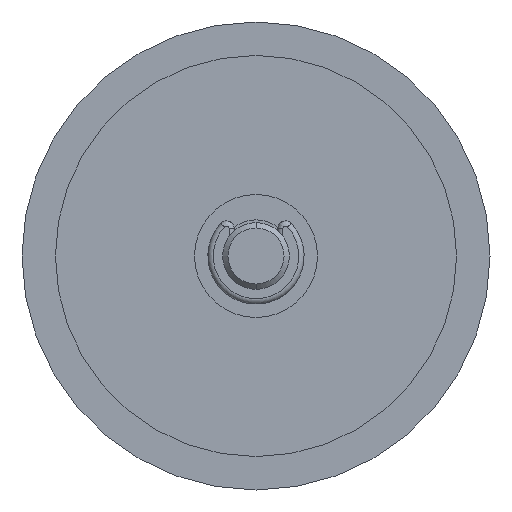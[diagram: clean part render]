
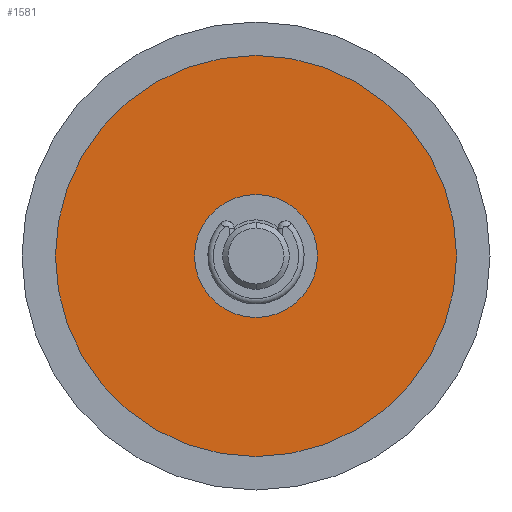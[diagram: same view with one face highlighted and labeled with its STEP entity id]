
A CAD part, front view. The second image highlights one B-rep face of the part: STEP entity #1581.
In plain terms, the highlighted planar face has unit normal (0, -1, 0).
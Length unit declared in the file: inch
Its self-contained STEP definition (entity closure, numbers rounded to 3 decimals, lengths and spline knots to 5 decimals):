
#202=CARTESIAN_POINT('',(0.,0.,0.));
#203=DIRECTION('',(0.,1.,0.));
#204=DIRECTION('',(1.,0.,0.));
#205=AXIS2_PLACEMENT_3D('',#202,#203,#204);
#207=CARTESIAN_POINT('',(0.,0.,0.));
#208=DIRECTION('',(0.,1.,0.));
#209=DIRECTION('',(-1.,0.,0.));
#210=AXIS2_PLACEMENT_3D('',#207,#208,#209);
#216=CARTESIAN_POINT('',(0.,0.,0.));
#217=DIRECTION('',(0.,-1.,0.));
#218=DIRECTION('',(1.,0.,0.));
#219=AXIS2_PLACEMENT_3D('',#216,#217,#218);
#225=CARTESIAN_POINT('',(0.,0.,0.));
#226=DIRECTION('',(0.,1.,0.));
#227=DIRECTION('',(1.,0.,0.));
#228=AXIS2_PLACEMENT_3D('',#225,#226,#227);
#1086=CARTESIAN_POINT('',(0.375,0.,0.));
#1088=VERTEX_POINT('',#1086);
#1098=CARTESIAN_POINT('',(-0.375,0.,0.));
#1100=VERTEX_POINT('',#1098);
#1154=CARTESIAN_POINT('',(0.10435,0.,0.));
#1155=CARTESIAN_POINT('',(-0.10435,0.,0.));
#1156=VERTEX_POINT('',#1154);
#1157=VERTEX_POINT('',#1155);
#1565=CARTESIAN_POINT('',(0.,0.,0.));
#1566=DIRECTION('',(0.,1.,0.));
#1567=DIRECTION('',(1.,0.,0.));
#1568=AXIS2_PLACEMENT_3D('',#1565,#1566,#1567);
#1569=PLANE('',#1568);
#1571=ORIENTED_EDGE('',*,*,#1570,.F.);
#1573=ORIENTED_EDGE('',*,*,#1572,.T.);
#1574=EDGE_LOOP('',(#1571,#1573));
#1575=FACE_OUTER_BOUND('',#1574,.F.);
#1577=ORIENTED_EDGE('',*,*,#1576,.F.);
#1578=ORIENTED_EDGE('',*,*,#1555,.F.);
#1579=EDGE_LOOP('',(#1577,#1578));
#1580=FACE_BOUND('',#1579,.F.);
#1581=ADVANCED_FACE('',(#1575,#1580),#1569,.F.);
#206=CIRCLE('',#205,0.10435);
#211=CIRCLE('',#210,0.10435);
#220=CIRCLE('',#219,0.375);
#229=CIRCLE('',#228,0.375);
#1555=EDGE_CURVE('',#1157,#1156,#211,.T.);
#1570=EDGE_CURVE('',#1088,#1100,#220,.T.);
#1572=EDGE_CURVE('',#1088,#1100,#229,.T.);
#1576=EDGE_CURVE('',#1156,#1157,#206,.T.);
